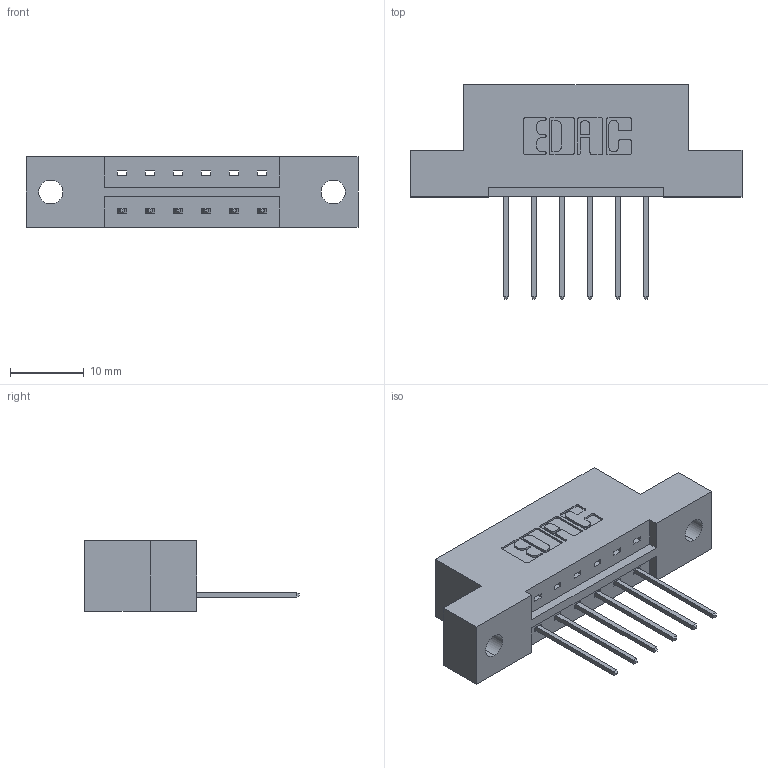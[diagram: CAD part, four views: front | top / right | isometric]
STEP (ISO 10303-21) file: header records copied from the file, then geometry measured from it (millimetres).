
FILE_DESCRIPTION (( 'STEP AP203' ), '1' );
FILE_NAME ('379-006-540-102.STEP', '2020-02-26T13:51:42', ( '' ), ( '' ), 'SwSTEP 2.0', 'SolidWorks 2016', '' );
FILE_SCHEMA (( 'CONFIG_CONTROL_DESIGN' ));
Length unit declared in the file: inch
Products named in the file (3): 379 Part_Flush - .128 Dia; 345-292-001_345-293-140; 379-006-540-102
Assembly tree (7 placements, depth 2):
  379-006-540-102
    379 Part_Flush - .128 Dia
    345-292-001_345-293-140  x6
Bounding box: 45.09 x 29.13 x 9.53 mm (x, y, z)
Volume: 4279.7 mm3; surface area: 3989.4 mm2
Topology: 7 solids, 7 shells, 462 faces, 1367 edges, 902 vertices
Faces by surface type: plane 322, cylinder 140
Entity records: 8345 total; most frequent: CARTESIAN_POINT 1452, ORIENTED_EDGE 1394, DIRECTION 1297, EDGE_CURVE 697, LINE 569, VECTOR 569, VERTEX_POINT 462, AXIS2_PLACEMENT_3D 364
